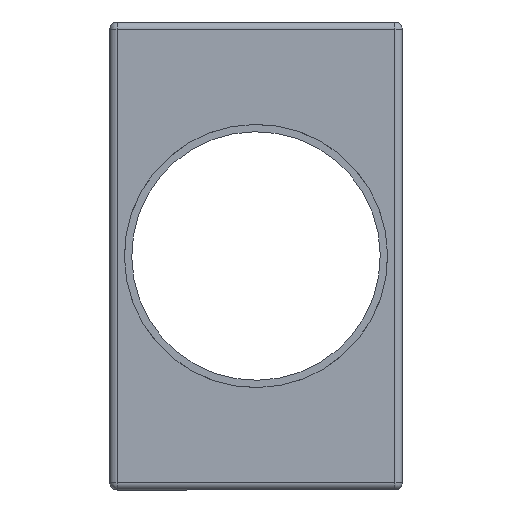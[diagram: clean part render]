
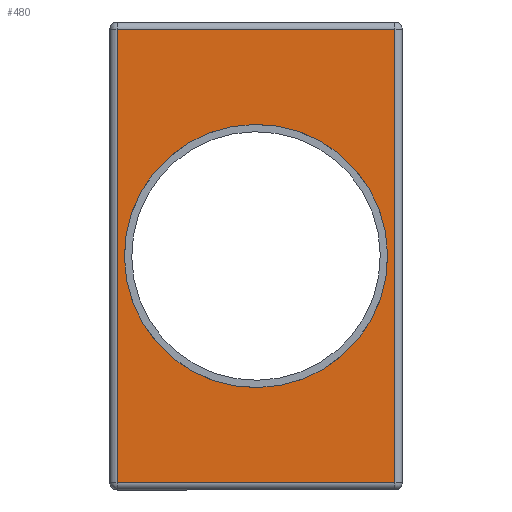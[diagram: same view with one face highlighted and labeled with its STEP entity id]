
A CAD part, left-side view. The second image highlights one B-rep face of the part: STEP entity #480.
In plain terms, the highlighted planar face has unit normal (-1, 0, 0).
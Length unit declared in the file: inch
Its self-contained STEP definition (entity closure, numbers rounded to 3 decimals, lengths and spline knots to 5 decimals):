
#27=FACE_BOUND('',#96,.T.);
#65=FACE_OUTER_BOUND('',#95,.T.);
#95=EDGE_LOOP('',(#398,#399,#400,#401));
#96=EDGE_LOOP('',(#402));
#109=CIRCLE('',#556,1.125);
#143=LINE('',#820,#182);
#149=LINE('',#842,#188);
#152=LINE('',#853,#191);
#154=LINE('',#856,#193);
#182=VECTOR('',#665,0.3937);
#188=VECTOR('',#689,0.3937);
#191=VECTOR('',#702,0.3937);
#193=VECTOR('',#706,0.3937);
#214=VERTEX_POINT('',#781);
#222=VERTEX_POINT('',#806);
#225=VERTEX_POINT('',#813);
#231=VERTEX_POINT('',#830);
#237=VERTEX_POINT('',#848);
#252=EDGE_CURVE('',#214,#214,#109,.T.);
#271=EDGE_CURVE('',#225,#222,#143,.T.);
#282=EDGE_CURVE('',#222,#231,#149,.T.);
#288=EDGE_CURVE('',#231,#237,#152,.T.);
#290=EDGE_CURVE('',#237,#225,#154,.T.);
#398=ORIENTED_EDGE('',*,*,#271,.F.);
#399=ORIENTED_EDGE('',*,*,#290,.F.);
#400=ORIENTED_EDGE('',*,*,#288,.F.);
#401=ORIENTED_EDGE('',*,*,#282,.F.);
#402=ORIENTED_EDGE('',*,*,#252,.T.);
#452=PLANE('',#595);
#480=ADVANCED_FACE('',(#65,#27),#452,.T.);
#556=AXIS2_PLACEMENT_3D('',#782,#623,#624);
#595=AXIS2_PLACEMENT_3D('',#882,#732,#733);
#623=DIRECTION('center_axis',(1.,0.,0.));
#624=DIRECTION('ref_axis',(0.,0.,1.));
#665=DIRECTION('',(0.,0.,-1.));
#689=DIRECTION('',(0.,1.,0.));
#702=DIRECTION('',(0.,0.,1.));
#706=DIRECTION('',(0.,-1.,0.));
#732=DIRECTION('center_axis',(-1.,0.,0.));
#733=DIRECTION('ref_axis',(0.,-1.,0.));
#781=CARTESIAN_POINT('',(-1.125,0.,0.875));
#782=CARTESIAN_POINT('Origin',(-1.125,0.,2.));
#806=CARTESIAN_POINT('',(-1.125,-1.1875,0.0625));
#813=CARTESIAN_POINT('',(-1.125,-1.1875,3.9375));
#820=CARTESIAN_POINT('',(-1.125,-1.1875,0.));
#830=CARTESIAN_POINT('',(-1.125,1.1875,0.0625));
#842=CARTESIAN_POINT('',(-1.125,0.625,0.0625));
#848=CARTESIAN_POINT('',(-1.125,1.1875,3.9375));
#853=CARTESIAN_POINT('',(-1.125,1.1875,0.));
#856=CARTESIAN_POINT('',(-1.125,0.625,3.9375));
#882=CARTESIAN_POINT('Origin',(-1.125,1.25,0.));
